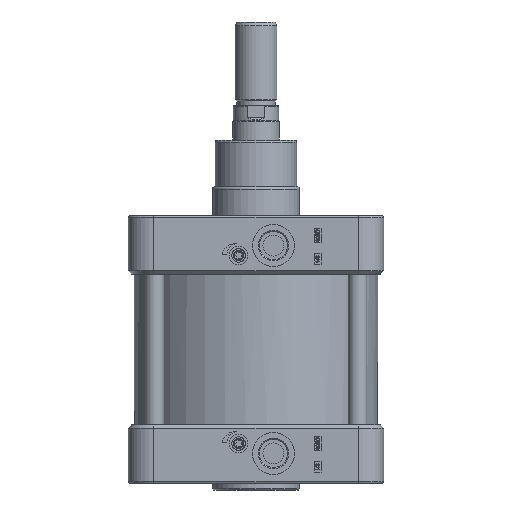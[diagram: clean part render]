
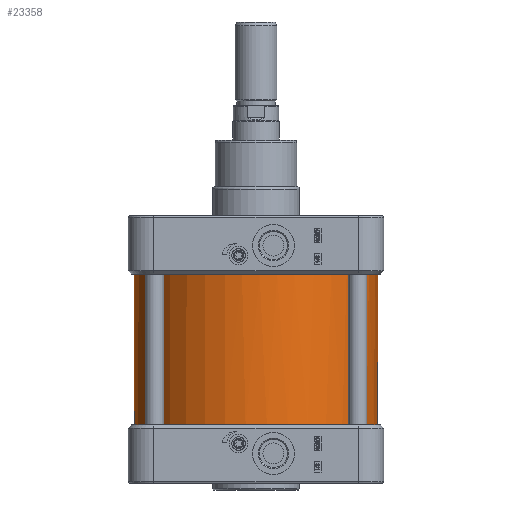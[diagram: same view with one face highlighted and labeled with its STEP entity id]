
A CAD part, front view. The second image highlights one B-rep face of the part: STEP entity #23358.
In plain terms, the highlighted cylindrical face has radius 105 mm (diameter 210 mm), a full revolution.
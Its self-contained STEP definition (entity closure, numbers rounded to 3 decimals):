
#9097=CARTESIAN_POINT('',(-27.0,-101.469,-65.0));
#9098=VERTEX_POINT('',#9097);
#9099=CARTESIAN_POINT('',(0.0,0.0,-65.0));
#9100=DIRECTION('',(0.0,0.0,1.0));
#9101=DIRECTION('',(-1.0,0.0,0.0));
#9102=AXIS2_PLACEMENT_3D('',#9099,#9100,#9101);
#9103=CIRCLE('',#9102,105.0);
#9104=EDGE_CURVE('',#9098,#9098,#9103,.T.);
#23339=CARTESIAN_POINT('',(0.0,0.0,0.0));
#23340=DIRECTION('',(0.0,0.0,1.0));
#23341=DIRECTION('',(-1.0,0.0,0.0));
#23342=AXIS2_PLACEMENT_3D('',#23339,#23340,#23341);
#23343=CYLINDRICAL_SURFACE('',#23342,105.0);
#23344=ORIENTED_EDGE('',*,*,#9104,.T.);
#23345=EDGE_LOOP('',(#23344));
#23346=FACE_OUTER_BOUND('',#23345,.T.);
#23347=CARTESIAN_POINT('',(33.,-99.679,65.0));
#23348=VERTEX_POINT('',#23347);
#23349=CARTESIAN_POINT('',(0.0,0.0,65.0));
#23350=DIRECTION('',(0.0,0.0,-1.0));
#23351=DIRECTION('',(-1.0,0.0,0.0));
#23352=AXIS2_PLACEMENT_3D('',#23349,#23350,#23351);
#23353=CIRCLE('',#23352,105.0);
#23354=EDGE_CURVE('',#23348,#23348,#23353,.T.);
#23355=ORIENTED_EDGE('',*,*,#23354,.T.);
#23356=EDGE_LOOP('',(#23355));
#23357=FACE_BOUND('',#23356,.T.);
#23358=ADVANCED_FACE('',(#23346,#23357),#23343,.T.);
